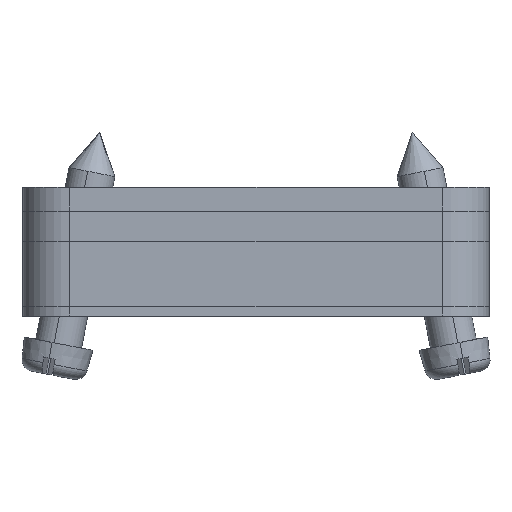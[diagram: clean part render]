
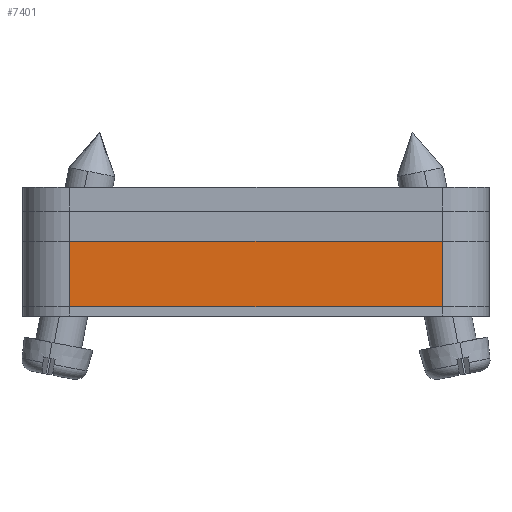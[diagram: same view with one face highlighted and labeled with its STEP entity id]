
A CAD part, left-side view. The second image highlights one B-rep face of the part: STEP entity #7401.
In plain terms, the highlighted planar face has unit normal (-1, 0, 0).
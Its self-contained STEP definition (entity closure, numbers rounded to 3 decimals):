
#7 = FACE_OUTER_BOUND ( 'NONE', #6326, .T. ) ;
#307 = CARTESIAN_POINT ( 'NONE',  ( -14.954, 16., -10.25 ) ) ;
#779 = VECTOR ( 'NONE', #7786, 1000. ) ;
#801 = ORIENTED_EDGE ( 'NONE', *, *, #1864, .T. ) ;
#1193 = CARTESIAN_POINT ( 'NONE',  ( -14.954, -16., -10.25 ) ) ;
#1609 = VERTEX_POINT ( 'NONE', #4540 ) ;
#1642 = CARTESIAN_POINT ( 'NONE',  ( -14.954, 0., -10.25 ) ) ;
#1864 = EDGE_CURVE ( 'NONE', #7824, #6316, #4311, .T. ) ;
#2054 = ORIENTED_EDGE ( 'NONE', *, *, #3838, .F. ) ;
#2171 = EDGE_CURVE ( 'NONE', #6316, #1609, #3275, .T. ) ;
#2275 = VECTOR ( 'NONE', #7024, 1000. ) ;
#2453 = ORIENTED_EDGE ( 'NONE', *, *, #4782, .F. ) ;
#3275 = LINE ( 'NONE', #1193, #779 ) ;
#3436 = PLANE ( 'NONE',  #6201 ) ;
#3607 = DIRECTION ( 'NONE',  ( 0., -1., 0. ) ) ;
#3838 = EDGE_CURVE ( 'NONE', #7824, #4837, #5320, .T. ) ;
#4131 = VECTOR ( 'NONE', #6574, 1000. ) ;
#4311 = LINE ( 'NONE', #1642, #4131 ) ;
#4540 = CARTESIAN_POINT ( 'NONE',  ( -14.954, -16., -4.65 ) ) ;
#4588 = CARTESIAN_POINT ( 'NONE',  ( -14.954, 0., -10.25 ) ) ;
#4782 = EDGE_CURVE ( 'NONE', #4837, #1609, #6435, .T. ) ;
#4837 = VERTEX_POINT ( 'NONE', #7251 ) ;
#5320 = LINE ( 'NONE', #307, #2275 ) ;
#5487 = ORIENTED_EDGE ( 'NONE', *, *, #2171, .T. ) ;
#5821 = DIRECTION ( 'NONE',  ( 0., 0., 1. ) ) ;
#6201 = AXIS2_PLACEMENT_3D ( 'NONE', #4588, #6429, #5821 ) ;
#6247 = VECTOR ( 'NONE', #3607, 1000. ) ;
#6316 = VERTEX_POINT ( 'NONE', #7776 ) ;
#6326 = EDGE_LOOP ( 'NONE', ( #2453, #2054, #801, #5487 ) ) ;
#6429 = DIRECTION ( 'NONE',  ( -1., 0., 0. ) ) ;
#6435 = LINE ( 'NONE', #6683, #6247 ) ;
#6574 = DIRECTION ( 'NONE',  ( 0., -1., 0. ) ) ;
#6683 = CARTESIAN_POINT ( 'NONE',  ( -14.954, 0., -4.65 ) ) ;
#6872 = CARTESIAN_POINT ( 'NONE',  ( -14.954, 16., -10.25 ) ) ;
#7024 = DIRECTION ( 'NONE',  ( 0., 0., 1. ) ) ;
#7251 = CARTESIAN_POINT ( 'NONE',  ( -14.954, 16., -4.65 ) ) ;
#7401 = ADVANCED_FACE ( 'NONE', ( #7 ), #3436, .T. ) ;
#7776 = CARTESIAN_POINT ( 'NONE',  ( -14.954, -16., -10.25 ) ) ;
#7786 = DIRECTION ( 'NONE',  ( 0., 0., 1. ) ) ;
#7824 = VERTEX_POINT ( 'NONE', #6872 ) ;
